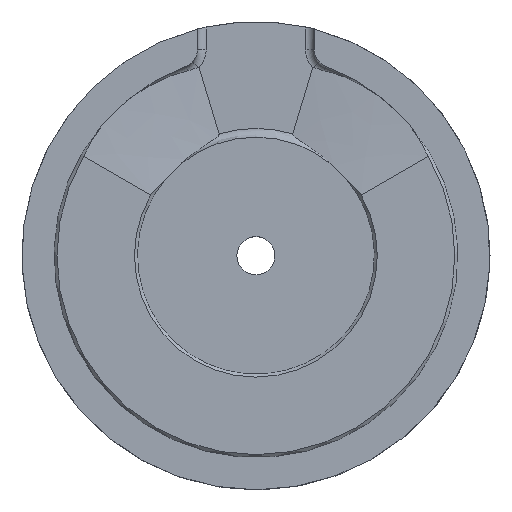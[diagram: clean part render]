
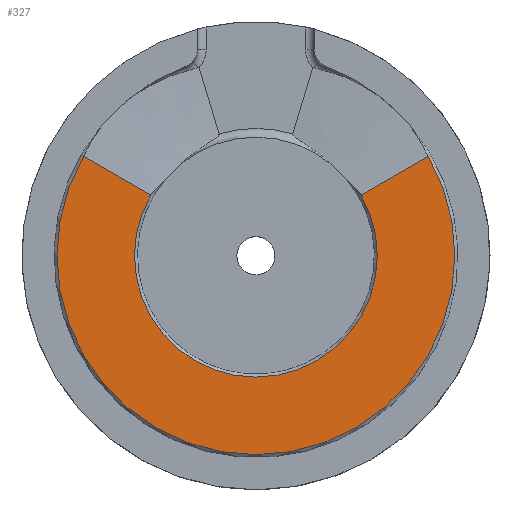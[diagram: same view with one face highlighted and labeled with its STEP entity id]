
A CAD part, top view. The second image highlights one B-rep face of the part: STEP entity #327.
In plain terms, the highlighted planar face has unit normal (0, 0, 1).
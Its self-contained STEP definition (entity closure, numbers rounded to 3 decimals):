
#23=PLANE('',#372);
#52=FACE_OUTER_BOUND('',#74,.T.);
#74=EDGE_LOOP('',(#297,#298,#299,#300));
#98=CIRCLE('',#363,34.);
#100=CIRCLE('',#366,20.75);
#107=LINE('',#580,#115);
#111=LINE('',#703,#119);
#115=VECTOR('',#402,13.25);
#119=VECTOR('',#444,13.25);
#146=VERTEX_POINT('',#574);
#147=VERTEX_POINT('',#579);
#160=VERTEX_POINT('',#697);
#161=VERTEX_POINT('',#702);
#181=EDGE_CURVE('',#147,#146,#107,.T.);
#204=EDGE_CURVE('',#161,#160,#111,.T.);
#206=EDGE_CURVE('',#160,#147,#98,.T.);
#208=EDGE_CURVE('',#161,#146,#100,.F.);
#297=ORIENTED_EDGE('',*,*,#206,.T.);
#298=ORIENTED_EDGE('',*,*,#181,.T.);
#299=ORIENTED_EDGE('',*,*,#208,.F.);
#300=ORIENTED_EDGE('',*,*,#204,.T.);
#327=ADVANCED_FACE('',(#52),#23,.T.);
#363=AXIS2_PLACEMENT_3D('',#709,#447,#448);
#366=AXIS2_PLACEMENT_3D('',#712,#453,#454);
#372=AXIS2_PLACEMENT_3D('',#721,#465,#466);
#402=DIRECTION('',(-0.866,-0.5,0.));
#444=DIRECTION('',(-0.866,0.5,0.));
#447=DIRECTION('center_axis',(0.,0.,1.));
#448=DIRECTION('ref_axis',(0.,-1.,0.));
#453=DIRECTION('center_axis',(0.,0.,-1.));
#454=DIRECTION('ref_axis',(-1.,0.,0.));
#465=DIRECTION('center_axis',(0.,0.,1.));
#466=DIRECTION('ref_axis',(1.,0.,0.));
#574=CARTESIAN_POINT('',(17.97,10.375,10.));
#579=CARTESIAN_POINT('',(29.445,17.,10.));
#580=CARTESIAN_POINT('',(29.878,17.25,10.));
#697=CARTESIAN_POINT('',(-29.445,17.,10.));
#702=CARTESIAN_POINT('',(-17.97,10.375,10.));
#703=CARTESIAN_POINT('',(-17.537,10.125,10.));
#709=CARTESIAN_POINT('Origin',(0.,0.,10.));
#712=CARTESIAN_POINT('Origin',(0.,0.,10.));
#721=CARTESIAN_POINT('Origin',(0.,-8.423,
10.));
